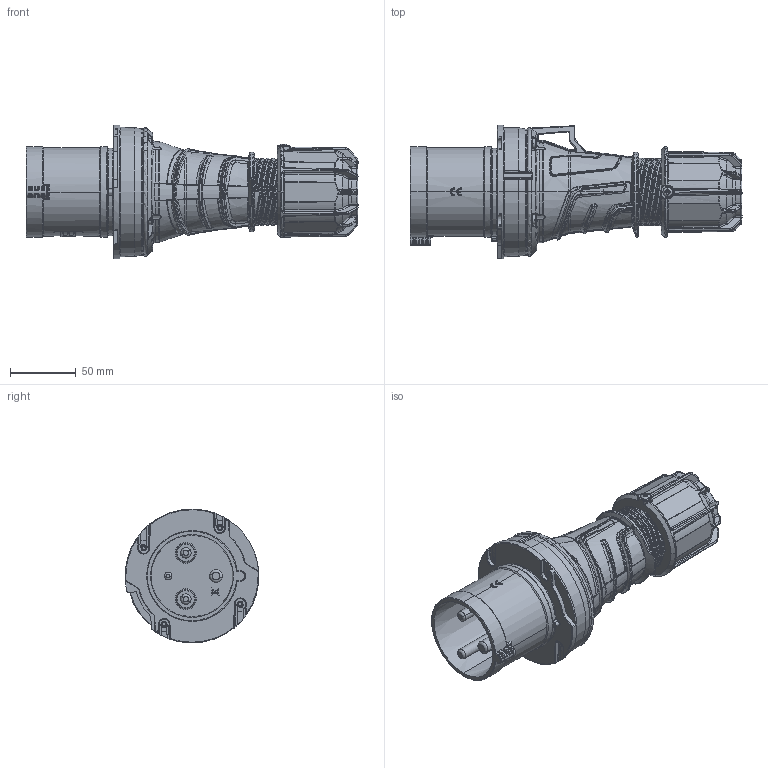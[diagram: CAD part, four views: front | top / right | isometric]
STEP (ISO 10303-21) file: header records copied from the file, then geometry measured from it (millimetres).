
FILE_DESCRIPTION (( 'STEP AP203' ), '1' );
FILE_NAME ('0331-6_facelift.STEP', '2020-03-31T09:21:43', ( '' ), ( '' ), 'SwSTEP 2.0', 'SolidWorks 2019', '' );
FILE_SCHEMA (( 'CONFIG_CONTROL_DESIGN' ));
Length unit declared in the file: millimetre
Products named in the file (1): 0331-6_facelift
Bounding box: 253 x 101.8 x 101.98 mm (x, y, z)
Volume: 719310.6 mm3; surface area: 96938.6 mm2
Topology: 1 solids, 1 shells, 2613 faces, 6297 edges, 3693 vertices
Faces by surface type: bspline 1224, plane 423, cylinder 331, torus 290, cone 252, sphere 93
Entity records: 118456 total; most frequent: CARTESIAN_POINT 67204, ORIENTED_EDGE 12518, DIRECTION 8485, EDGE_CURVE 6259, VERTEX_POINT 3693, AXIS2_PLACEMENT_3D 3683, EDGE_LOOP 2660, B_SPLINE_CURVE_WITH_KNOTS 2623
